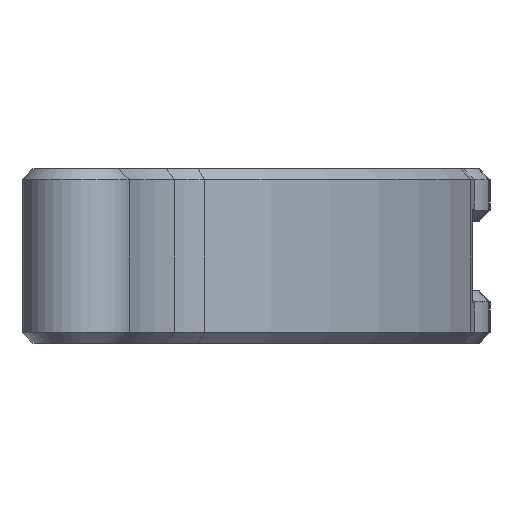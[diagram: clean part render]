
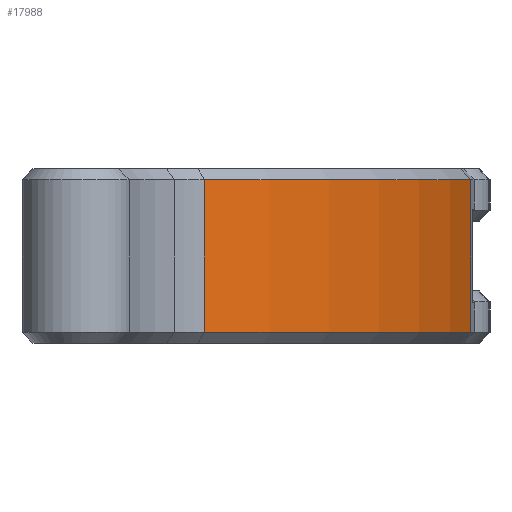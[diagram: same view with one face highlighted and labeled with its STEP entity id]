
A CAD part, left-side view. The second image highlights one B-rep face of the part: STEP entity #17988.
In plain terms, the highlighted cylindrical face has radius 59.776 mm (diameter 119.553 mm), a partial arc.
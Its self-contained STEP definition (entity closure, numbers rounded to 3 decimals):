
#25=CYLINDRICAL_SURFACE('',#18328,59.776);
#166=CIRCLE('',#18314,59.776);
#173=CIRCLE('',#18329,59.776);
#1318=FACE_OUTER_BOUND('',#2317,.T.);
#2317=EDGE_LOOP('',(#16117,#16118,#16119,#16120));
#3502=LINE('',#38154,#4689);
#3506=LINE('',#38170,#4693);
#4689=VECTOR('',#20081,10.);
#4693=VECTOR('',#20087,10.);
#8001=VERTEX_POINT('',#38087);
#8009=VERTEX_POINT('',#38124);
#8015=VERTEX_POINT('',#38153);
#8020=VERTEX_POINT('',#38169);
#10716=EDGE_CURVE('',#8009,#8001,#166,.T.);
#10729=EDGE_CURVE('',#8015,#8001,#3502,.T.);
#10735=EDGE_CURVE('',#8020,#8009,#3506,.T.);
#10736=EDGE_CURVE('',#8015,#8020,#173,.T.);
#16117=ORIENTED_EDGE('',*,*,#10716,.F.);
#16118=ORIENTED_EDGE('',*,*,#10735,.F.);
#16119=ORIENTED_EDGE('',*,*,#10736,.F.);
#16120=ORIENTED_EDGE('',*,*,#10729,.T.);
#17988=ADVANCED_FACE('',(#1318),#25,.T.);
#18314=AXIS2_PLACEMENT_3D('',#38128,#20047,#20048);
#18328=AXIS2_PLACEMENT_3D('',#38168,#20085,#20086);
#18329=AXIS2_PLACEMENT_3D('',#38171,#20088,#20089);
#20047=DIRECTION('center_axis',(0.,0.,1.));
#20048=DIRECTION('ref_axis',(-0.834,-0.552,0.));
#20081=DIRECTION('',(0.,0.,1.));
#20085=DIRECTION('center_axis',(0.,0.,
-1.));
#20086=DIRECTION('ref_axis',(-0.834,-0.552,0.));
#20087=DIRECTION('',(0.,0.,1.));
#20088=DIRECTION('center_axis',(0.,0.,-1.));
#20089=DIRECTION('ref_axis',(-0.834,-0.552,0.));
#38087=CARTESIAN_POINT('',(5.252,-54.198,-1.));
#38124=CARTESIAN_POINT('',(-32.945,-29.786,-1.));
#38128=CARTESIAN_POINT('Origin',(15.941,4.615,-1.));
#38153=CARTESIAN_POINT('',(5.252,-54.198,-15.));
#38154=CARTESIAN_POINT('',(5.252,-54.198,0.));
#38168=CARTESIAN_POINT('Origin',(15.941,4.615,0.));
#38169=CARTESIAN_POINT('',(-32.945,-29.786,-15.));
#38170=CARTESIAN_POINT('',(-32.945,-29.786,0.));
#38171=CARTESIAN_POINT('Origin',(15.941,4.615,-15.));
